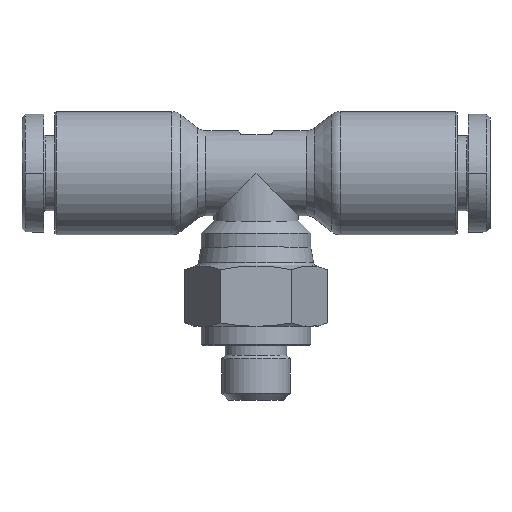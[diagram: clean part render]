
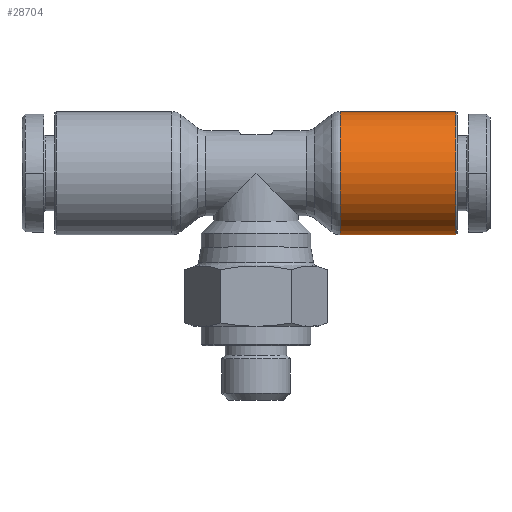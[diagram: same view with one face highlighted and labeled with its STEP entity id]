
A CAD part, top view. The second image highlights one B-rep face of the part: STEP entity #28704.
In plain terms, the highlighted cylindrical face has radius 4.5 mm (diameter 9 mm), a partial arc.
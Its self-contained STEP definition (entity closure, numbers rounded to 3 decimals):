
#517=CARTESIAN_POINT('',(-9.5,0.,4.5));
#518=VERTEX_POINT('',#517);
#519=CARTESIAN_POINT('',(-1.043,0.,4.5));
#520=VERTEX_POINT('',#519);
#521=CARTESIAN_POINT('',(-9.5,0.,4.5));
#522=DIRECTION('',(1.0,0.0,0.0));
#523=VECTOR('',#522,8.457);
#524=LINE('',#521,#523);
#525=EDGE_CURVE('',#518,#520,#524,.T.);
#527=CARTESIAN_POINT('',(-9.5,0.,-4.5));
#528=VERTEX_POINT('',#527);
#536=CARTESIAN_POINT('',(-1.043,0.,-4.5));
#537=VERTEX_POINT('',#536);
#538=CARTESIAN_POINT('',(-1.043,0.,-4.5));
#539=DIRECTION('',(-1.0,0.0,0.0));
#540=VECTOR('',#539,8.457);
#541=LINE('',#538,#540);
#542=EDGE_CURVE('',#537,#528,#541,.T.);
#598=CARTESIAN_POINT('',(-1.043,0.,0.0));
#599=DIRECTION('',(1.0,0.0,0.0));
#600=DIRECTION('',(0.0,0.0,-1.0));
#601=AXIS2_PLACEMENT_3D('',#598,#599,#600);
#602=CIRCLE('',#601,4.5);
#603=EDGE_CURVE('',#537,#520,#602,.T.);
#15268=CARTESIAN_POINT('',(-9.5,0.,0.));
#15269=DIRECTION('',(-1.0,0.0,0.0));
#15270=DIRECTION('',(0.0,0.0,-1.0));
#15271=AXIS2_PLACEMENT_3D('',#15268,#15269,#15270);
#15272=CIRCLE('',#15271,4.5);
#15273=EDGE_CURVE('',#518,#528,#15272,.T.);
#28693=CARTESIAN_POINT('',(-4.55,0.,0.0));
#28694=DIRECTION('',(1.0,0.0,0.0));
#28695=DIRECTION('',(0.0,0.0,1.0));
#28696=AXIS2_PLACEMENT_3D('',#28693,#28694,#28695);
#28697=CYLINDRICAL_SURFACE('',#28696,4.5);
#28698=ORIENTED_EDGE('',*,*,#525,.T.);
#28699=ORIENTED_EDGE('',*,*,#603,.F.);
#28700=ORIENTED_EDGE('',*,*,#542,.T.);
#28701=ORIENTED_EDGE('',*,*,#15273,.F.);
#28702=EDGE_LOOP('',(#28698,#28699,#28700,#28701));
#28703=FACE_OUTER_BOUND('',#28702,.T.);
#28704=ADVANCED_FACE('',(#28703),#28697,.T.);
